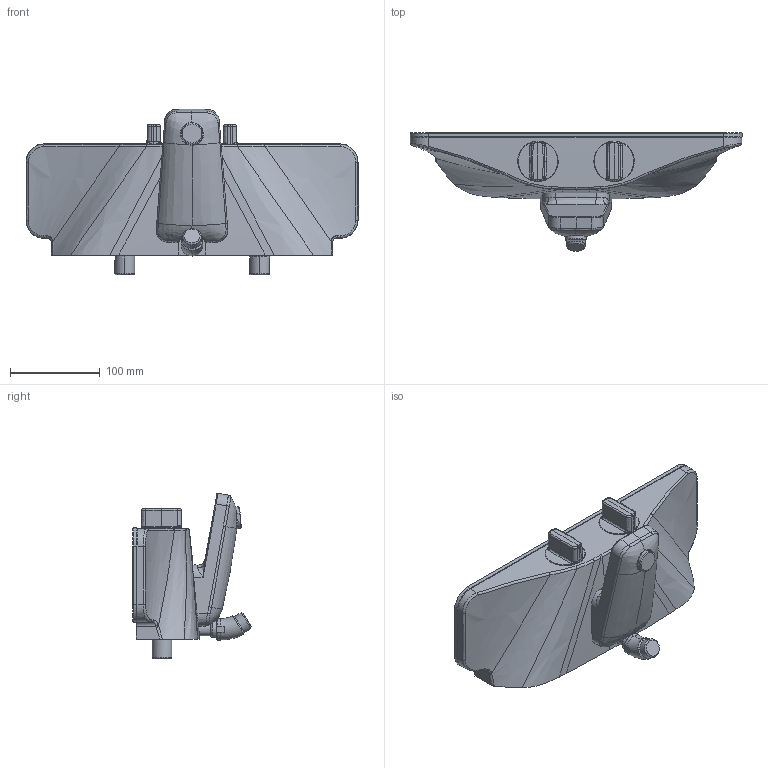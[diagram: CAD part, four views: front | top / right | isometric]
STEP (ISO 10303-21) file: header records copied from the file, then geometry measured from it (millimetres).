
FILE_DESCRIPTION (( 'STEP AP203' ), '1' );
FILE_NAME ('5864217184.STEP', '2018-05-31T04:33:24', ( '' ), ( '' ), 'SwSTEP 2.0', 'SolidWorks 2016', '' );
FILE_SCHEMA (( 'CONFIG_CONTROL_DESIGN' ));
Length unit declared in the file: millimetre
Products named in the file (1): 5864217184
Bounding box: 370.6 x 132.38 x 184.7 mm (x, y, z)
Volume: 2471512.9 mm3; surface area: 168552.1 mm2
Topology: 1 solids, 1 shells, 369 faces, 935 edges, 570 vertices
Faces by surface type: bspline 201, cylinder 56, plane 54, torus 33, cone 17, sphere 8
Entity records: 27052 total; most frequent: CARTESIAN_POINT 20052, ORIENTED_EDGE 1860, EDGE_CURVE 930, DIRECTION 801, VERTEX_POINT 570, B_SPLINE_CURVE_WITH_KNOTS 570, EDGE_LOOP 376, FACE_OUTER_BOUND 369
